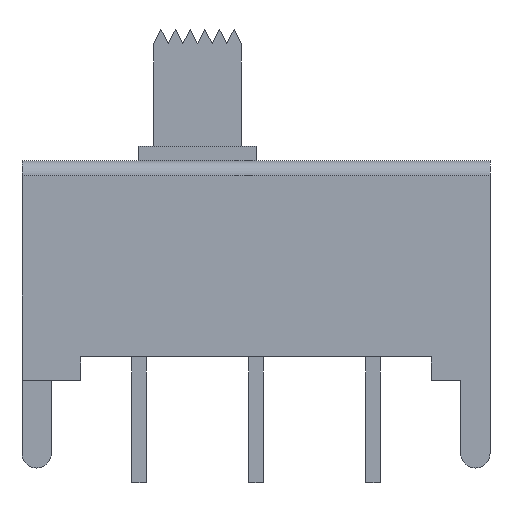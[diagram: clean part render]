
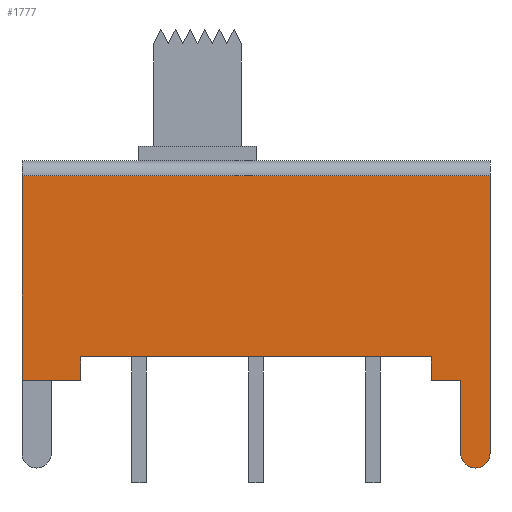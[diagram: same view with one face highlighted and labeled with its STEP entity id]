
A CAD part, front view. The second image highlights one B-rep face of the part: STEP entity #1777.
In plain terms, the highlighted planar face has unit normal (0, -1, 0).
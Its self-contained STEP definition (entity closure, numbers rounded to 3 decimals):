
#460=DIRECTION('',(0.,0.,1.));
#461=VECTOR('',#460,9.5);
#462=CARTESIAN_POINT('',(8.,-3.35,-10.));
#463=LINE('',#462,#461);
#486=DIRECTION('',(1.,0.,0.));
#487=VECTOR('',#486,16.);
#488=CARTESIAN_POINT('',(-8.,-3.35,-0.5));
#489=LINE('',#488,#487);
#490=CARTESIAN_POINT('',(7.5,-3.35,-10.));
#491=DIRECTION('',(0.,-1.,0.));
#492=DIRECTION('',(-1.,0.,0.));
#493=AXIS2_PLACEMENT_3D('',#490,#491,#492);
#495=DIRECTION('',(0.,0.,1.));
#496=VECTOR('',#495,0.8);
#497=CARTESIAN_POINT('',(6.,-3.35,-7.5));
#498=LINE('',#497,#496);
#499=DIRECTION('',(1.,0.,0.));
#500=VECTOR('',#499,12.);
#501=CARTESIAN_POINT('',(-6.,-3.35,-6.7));
#502=LINE('',#501,#500);
#503=DIRECTION('',(0.,0.,1.));
#504=VECTOR('',#503,0.8);
#505=CARTESIAN_POINT('',(-6.,-3.35,-7.5));
#506=LINE('',#505,#504);
#507=DIRECTION('',(0.,0.,-1.));
#508=VECTOR('',#507,7.);
#509=CARTESIAN_POINT('',(-8.,-3.35,-0.5));
#510=LINE('',#509,#508);
#620=DIRECTION('',(1.,0.,0.));
#621=VECTOR('',#620,2.);
#622=CARTESIAN_POINT('',(-8.,-3.35,-7.5));
#623=LINE('',#622,#621);
#636=DIRECTION('',(1.,0.,0.));
#637=VECTOR('',#636,1.);
#638=CARTESIAN_POINT('',(6.,-3.35,-7.5));
#639=LINE('',#638,#637);
#942=DIRECTION('',(0.,0.,-1.));
#943=VECTOR('',#942,2.5);
#944=CARTESIAN_POINT('',(7.,-3.35,-7.5));
#945=LINE('',#944,#943);
#1024=CARTESIAN_POINT('',(6.,-3.35,-7.5));
#1026=VERTEX_POINT('',#1024);
#1028=CARTESIAN_POINT('',(-6.,-3.35,-7.5));
#1030=VERTEX_POINT('',#1028);
#1034=CARTESIAN_POINT('',(-6.,-3.35,-6.7));
#1035=CARTESIAN_POINT('',(6.,-3.35,-6.7));
#1036=VERTEX_POINT('',#1034);
#1037=VERTEX_POINT('',#1035);
#1042=CARTESIAN_POINT('',(-8.,-3.35,-7.5));
#1043=VERTEX_POINT('',#1042);
#1054=CARTESIAN_POINT('',(7.,-3.35,-7.5));
#1056=VERTEX_POINT('',#1054);
#1070=CARTESIAN_POINT('',(7.,-3.35,-10.));
#1071=CARTESIAN_POINT('',(8.,-3.35,-10.));
#1072=VERTEX_POINT('',#1070);
#1073=VERTEX_POINT('',#1071);
#1195=CARTESIAN_POINT('',(8.,-3.35,-0.5));
#1197=VERTEX_POINT('',#1195);
#1198=CARTESIAN_POINT('',(-8.,-3.35,-0.5));
#1199=VERTEX_POINT('',#1198);
#1753=CARTESIAN_POINT('',(-8.,-3.35,0.));
#1754=DIRECTION('',(0.,-1.,0.));
#1755=DIRECTION('',(1.,0.,0.));
#1756=AXIS2_PLACEMENT_3D('',#1753,#1754,#1755);
#1757=PLANE('',#1756);
#1758=ORIENTED_EDGE('',*,*,#1672,.T.);
#1759=ORIENTED_EDGE('',*,*,#1705,.F.);
#1761=ORIENTED_EDGE('',*,*,#1760,.F.);
#1763=ORIENTED_EDGE('',*,*,#1762,.F.);
#1765=ORIENTED_EDGE('',*,*,#1764,.F.);
#1767=ORIENTED_EDGE('',*,*,#1766,.T.);
#1769=ORIENTED_EDGE('',*,*,#1768,.F.);
#1771=ORIENTED_EDGE('',*,*,#1770,.F.);
#1773=ORIENTED_EDGE('',*,*,#1772,.F.);
#1774=ORIENTED_EDGE('',*,*,#1730,.F.);
#1775=EDGE_LOOP('',(#1758,#1759,#1761,#1763,#1765,#1767,#1769,#1771,#1773,
#1774));
#1776=FACE_OUTER_BOUND('',#1775,.F.);
#494=CIRCLE('',#493,0.5);
#1672=EDGE_CURVE('',#1199,#1197,#489,.T.);
#1705=EDGE_CURVE('',#1073,#1197,#463,.T.);
#1730=EDGE_CURVE('',#1199,#1043,#510,.T.);
#1760=EDGE_CURVE('',#1072,#1073,#494,.T.);
#1762=EDGE_CURVE('',#1056,#1072,#945,.T.);
#1764=EDGE_CURVE('',#1026,#1056,#639,.T.);
#1766=EDGE_CURVE('',#1026,#1037,#498,.T.);
#1768=EDGE_CURVE('',#1036,#1037,#502,.T.);
#1770=EDGE_CURVE('',#1030,#1036,#506,.T.);
#1772=EDGE_CURVE('',#1043,#1030,#623,.T.);
#1777=ADVANCED_FACE('',(#1776),#1757,.T.);
